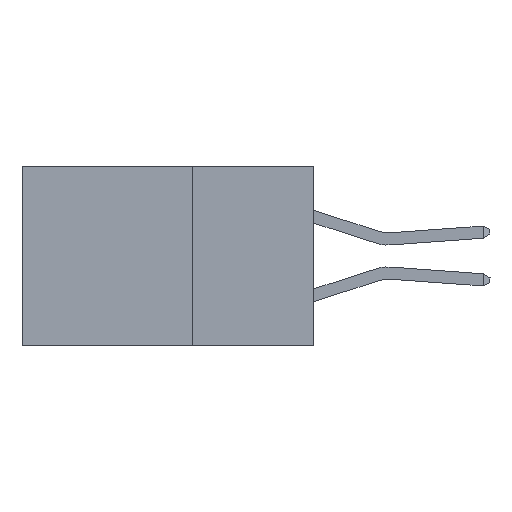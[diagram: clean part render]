
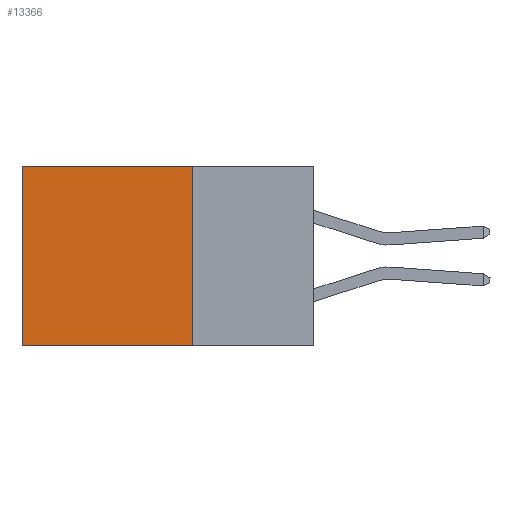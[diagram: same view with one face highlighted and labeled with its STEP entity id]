
A CAD part, left-side view. The second image highlights one B-rep face of the part: STEP entity #13366.
In plain terms, the highlighted planar face has unit normal (-1, 0, 0).
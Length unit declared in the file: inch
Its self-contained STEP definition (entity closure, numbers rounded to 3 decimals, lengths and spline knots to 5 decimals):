
#113 = EDGE_CURVE ( 'NONE', #8049, #15061, #4263, .T. ) ;
#173 = CARTESIAN_POINT ( 'NONE',  ( 0.2875, 0.25, 0. ) ) ;
#361 = ORIENTED_EDGE ( 'NONE', *, *, #14167, .F. ) ;
#902 = AXIS2_PLACEMENT_3D ( 'NONE', #3384, #12015, #4785 ) ;
#2509 = VECTOR ( 'NONE', #15965, 39.37008 ) ;
#3384 = CARTESIAN_POINT ( 'NONE',  ( 0.2875, 0.25, 0. ) ) ;
#3727 = CARTESIAN_POINT ( 'NONE',  ( 0.2875, 0.25, -0.37 ) ) ;
#3884 = CARTESIAN_POINT ( 'NONE',  ( 0.2875, 0.6, -0.37 ) ) ;
#4263 = LINE ( 'NONE', #173, #8298 ) ;
#4785 = DIRECTION ( 'NONE',  ( 0., 0., -1. ) ) ;
#4814 = CARTESIAN_POINT ( 'NONE',  ( 0.2875, 0.6, 0. ) ) ;
#5030 = FACE_OUTER_BOUND ( 'NONE', #6016, .T. ) ;
#5676 = EDGE_CURVE ( 'NONE', #15061, #11144, #11624, .T. ) ;
#5767 = LINE ( 'NONE', #12614, #5952 ) ;
#5952 = VECTOR ( 'NONE', #13896, 39.37008 ) ;
#6016 = EDGE_LOOP ( 'NONE', ( #6926, #361, #6324, #12902 ) ) ;
#6324 = ORIENTED_EDGE ( 'NONE', *, *, #7672, .F. ) ;
#6596 = CARTESIAN_POINT ( 'NONE',  ( 0.2875, 0.25, 0. ) ) ;
#6617 = VERTEX_POINT ( 'NONE', #3727 ) ;
#6926 = ORIENTED_EDGE ( 'NONE', *, *, #5676, .T. ) ;
#6944 = LINE ( 'NONE', #11400, #9062 ) ;
#7672 = EDGE_CURVE ( 'NONE', #8049, #6617, #5767, .T. ) ;
#8049 = VERTEX_POINT ( 'NONE', #6596 ) ;
#8298 = VECTOR ( 'NONE', #12554, 39.37008 ) ;
#8793 = DIRECTION ( 'NONE',  ( 0., 1., 0. ) ) ;
#9062 = VECTOR ( 'NONE', #8793, 39.37008 ) ;
#11144 = VERTEX_POINT ( 'NONE', #3884 ) ;
#11400 = CARTESIAN_POINT ( 'NONE',  ( 0.2875, 0.25, -0.37 ) ) ;
#11624 = LINE ( 'NONE', #4814, #2509 ) ;
#12015 = DIRECTION ( 'NONE',  ( 1., 0., 0. ) ) ;
#12554 = DIRECTION ( 'NONE',  ( 0., 1., 0. ) ) ;
#12614 = CARTESIAN_POINT ( 'NONE',  ( 0.2875, 0.25, 0. ) ) ;
#12902 = ORIENTED_EDGE ( 'NONE', *, *, #113, .T. ) ;
#13095 = CARTESIAN_POINT ( 'NONE',  ( 0.2875, 0.6, 0. ) ) ;
#13366 = ADVANCED_FACE ( 'NONE', ( #5030 ), #13367, .F. ) ;
#13367 = PLANE ( 'NONE',  #902 ) ;
#13896 = DIRECTION ( 'NONE',  ( 0., 0., -1. ) ) ;
#14167 = EDGE_CURVE ( 'NONE', #6617, #11144, #6944, .T. ) ;
#15061 = VERTEX_POINT ( 'NONE', #13095 ) ;
#15965 = DIRECTION ( 'NONE',  ( 0., 0., -1. ) ) ;
